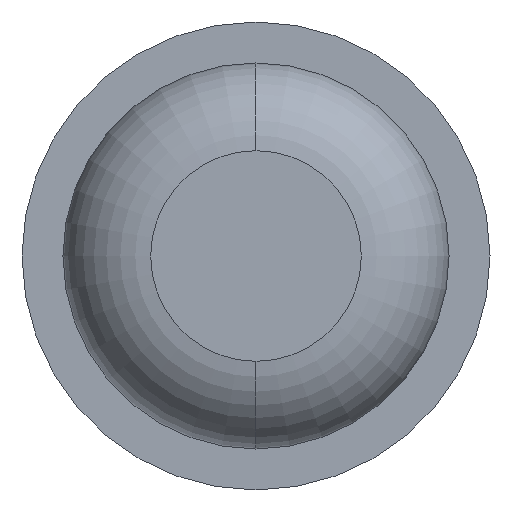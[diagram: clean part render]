
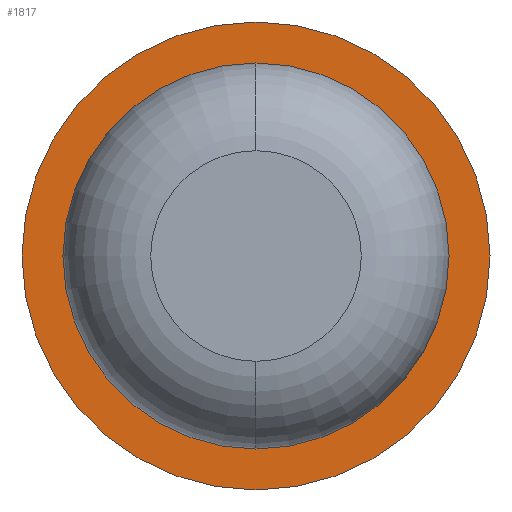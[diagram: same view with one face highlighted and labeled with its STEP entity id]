
A CAD part, front view. The second image highlights one B-rep face of the part: STEP entity #1817.
In plain terms, the highlighted planar face has unit normal (0, -1, 0).
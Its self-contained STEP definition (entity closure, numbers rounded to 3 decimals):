
#2 = DIRECTION ( 'NONE',  ( 0., 1., 0. ) ) ;
#70 = DIRECTION ( 'NONE',  ( -1., 0., 0. ) ) ;
#145 = EDGE_LOOP ( 'NONE', ( #1413, #3363 ) ) ;
#295 = CIRCLE ( 'NONE', #1688, 0.825 ) ;
#333 = DIRECTION ( 'NONE',  ( -1., 0., 0. ) ) ;
#476 = AXIS2_PLACEMENT_3D ( 'NONE', #2361, #2907, #70 ) ;
#819 = DIRECTION ( 'NONE',  ( 0., 1., 0. ) ) ;
#885 = DIRECTION ( 'NONE',  ( 0., 1., 0. ) ) ;
#973 = DIRECTION ( 'NONE',  ( -1., 0., 0. ) ) ;
#1071 = EDGE_CURVE ( 'Defeature ausgef�hrt1_5+Defeature ausgef�hrt1_4+Defeature ausgef�hrt1_4+Defeature ausgef�hrt1_4', #1926, #2291, #1263, .T. ) ;
#1145 = EDGE_LOOP ( 'NONE', ( #2825, #3312 ) ) ;
#1263 = CIRCLE ( 'NONE', #476, 1. ) ;
#1358 = FACE_BOUND ( 'NONE', #145, .T. ) ;
#1413 = ORIENTED_EDGE ( 'NONE', *, *, #1852, .T. ) ;
#1688 = AXIS2_PLACEMENT_3D ( 'NONE', #2613, #885, #333 ) ;
#1813 = CARTESIAN_POINT ( 'NONE',  ( 1., -9., 0. ) ) ;
#1817 = ADVANCED_FACE ( 'Defeature ausgef�hrt1_4', ( #1846, #1358 ), #1890, .F. ) ;
#1846 = FACE_OUTER_BOUND ( 'NONE', #1145, .T. ) ;
#1852 = EDGE_CURVE ( 'Defeature ausgef�hrt1_4+Defeature ausgef�hrt1_0+Defeature ausgef�hrt1_0+Defeature ausgef�hrt1_0', #2888, #2081, #295, .T. ) ;
#1890 = PLANE ( 'NONE',  #2193 ) ;
#1926 = VERTEX_POINT ( 'NONE', #3160 ) ;
#2040 = DIRECTION ( 'NONE',  ( -1., 0., 0. ) ) ;
#2081 = VERTEX_POINT ( 'NONE', #2442 ) ;
#2193 = AXIS2_PLACEMENT_3D ( 'NONE', #2915, #2, #2040 ) ;
#2258 = CARTESIAN_POINT ( 'NONE',  ( 0., -9., 0. ) ) ;
#2291 = VERTEX_POINT ( 'NONE', #1813 ) ;
#2361 = CARTESIAN_POINT ( 'NONE',  ( 0., -9., 0. ) ) ;
#2393 = CARTESIAN_POINT ( 'NONE',  ( 0., -9., 0.825 ) ) ;
#2423 = DIRECTION ( 'NONE',  ( 0., 1., 0. ) ) ;
#2442 = CARTESIAN_POINT ( 'NONE',  ( 0., -9., -0.825 ) ) ;
#2613 = CARTESIAN_POINT ( 'NONE',  ( 0., -9., 0. ) ) ;
#2640 = AXIS2_PLACEMENT_3D ( 'NONE', #2258, #819, #2817 ) ;
#2696 = CIRCLE ( 'NONE', #2640, 1. ) ;
#2704 = AXIS2_PLACEMENT_3D ( 'NONE', #3574, #2423, #973 ) ;
#2765 = EDGE_CURVE ( 'Defeature ausgef�hrt1_4+Defeature ausgef�hrt1_0+Defeature ausgef�hrt1_0+Defeature ausgef�hrt1_0', #2081, #2888, #2965, .T. ) ;
#2817 = DIRECTION ( 'NONE',  ( -1., 0., 0. ) ) ;
#2825 = ORIENTED_EDGE ( 'NONE', *, *, #1071, .F. ) ;
#2888 = VERTEX_POINT ( 'NONE', #2393 ) ;
#2907 = DIRECTION ( 'NONE',  ( 0., 1., 0. ) ) ;
#2915 = CARTESIAN_POINT ( 'NONE',  ( 0.825, -9., 0. ) ) ;
#2965 = CIRCLE ( 'NONE', #2704, 0.825 ) ;
#3104 = EDGE_CURVE ( 'Defeature ausgef�hrt1_5+Defeature ausgef�hrt1_4+Defeature ausgef�hrt1_4+Defeature ausgef�hrt1_4', #2291, #1926, #2696, .T. ) ;
#3160 = CARTESIAN_POINT ( 'NONE',  ( -1., -9., 0. ) ) ;
#3312 = ORIENTED_EDGE ( 'NONE', *, *, #3104, .F. ) ;
#3363 = ORIENTED_EDGE ( 'NONE', *, *, #2765, .T. ) ;
#3574 = CARTESIAN_POINT ( 'NONE',  ( 0., -9., 0. ) ) ;
